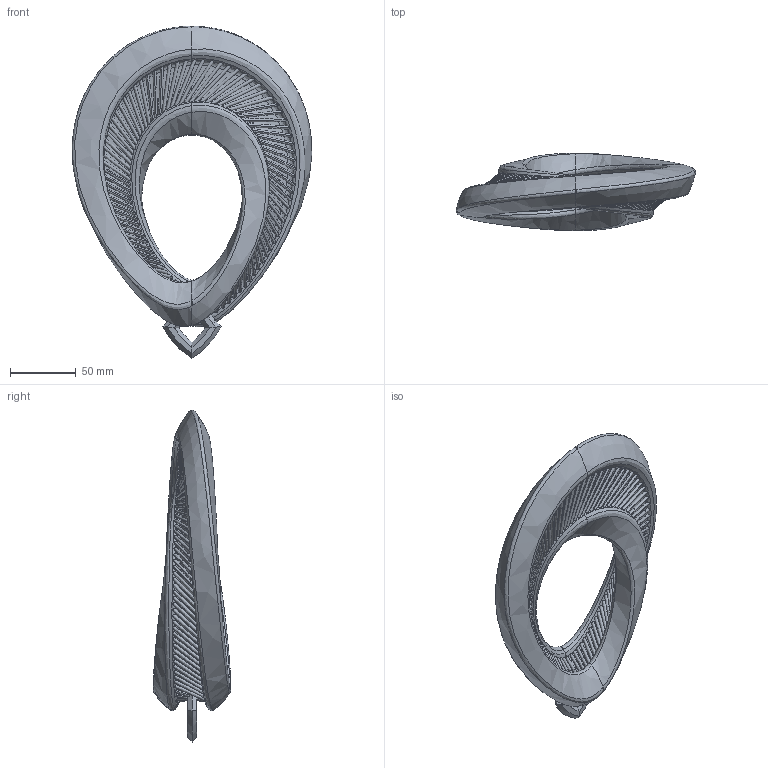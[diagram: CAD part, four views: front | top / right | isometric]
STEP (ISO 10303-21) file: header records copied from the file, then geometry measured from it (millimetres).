
FILE_DESCRIPTION(('FreeCAD Model'),'2;1');
FILE_NAME('Open CASCADE Shape Model','2025-05-04T02:48:20',('FreeCAD'),( 'FreeCAD'),'Open CASCADE STEP processor 7.6','FreeCAD','Unknown');
FILE_SCHEMA(('AUTOMOTIVE_DESIGN { 1 0 10303 214 1 1 1 1 }'));
Products named in the file (1): Open CASCADE STEP translator 7.6 1
Bounding box: 182.09 x 59.02 x 252.48 mm (x, y, z)
Volume: 464217.6 mm3; surface area: 119461.2 mm2
Topology: 1 solids, 1 shells, 832 faces, 3564 edges, 2355 vertices
Faces by surface type: bspline 832
Entity records: 111494 total; most frequent: CARTESIAN_POINT 91941, ORIENTED_EDGE 7124, EDGE_CURVE 3562, B_SPLINE_CURVE_WITH_KNOTS 3531, VERTEX_POINT 2355, FACE_BOUND 839, EDGE_LOOP 839, ADVANCED_FACE 832
